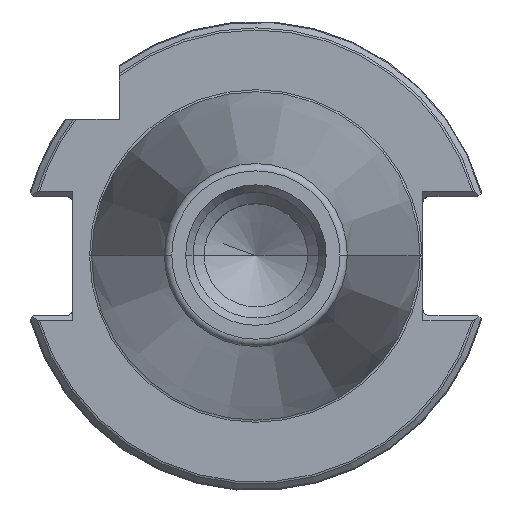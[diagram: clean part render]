
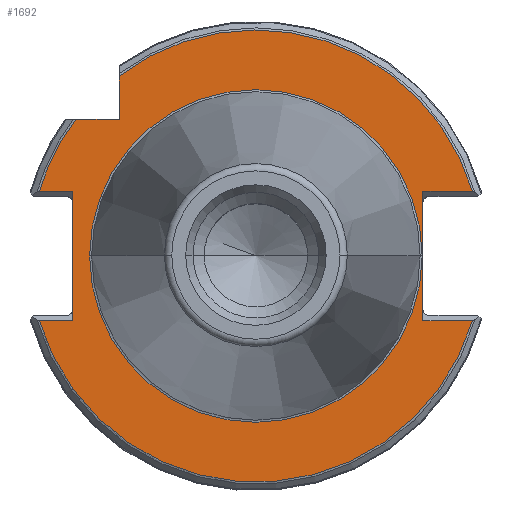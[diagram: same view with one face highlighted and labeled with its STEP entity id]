
A CAD part, top view. The second image highlights one B-rep face of the part: STEP entity #1692.
In plain terms, the highlighted planar face has unit normal (0, 0, 1).
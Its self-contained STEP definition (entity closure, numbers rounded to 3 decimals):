
#48 = DIRECTION ( 'NONE',  ( 1., 0., 0. ) ) ;
#133 = CARTESIAN_POINT ( 'NONE',  ( 0., 0., -3.2 ) ) ;
#134 = CARTESIAN_POINT ( 'NONE',  ( 22.5, 0., -3.2 ) ) ;
#156 = CIRCLE ( 'NONE', #1434, 30.584 ) ;
#193 = CARTESIAN_POINT ( 'NONE',  ( -29.306, 8.75, -3.2 ) ) ;
#291 = EDGE_CURVE ( 'NONE', #2398, #1753, #2395, .T. ) ;
#296 = ORIENTED_EDGE ( 'NONE', *, *, #922, .T. ) ;
#328 = VERTEX_POINT ( 'NONE', #1836 ) ;
#365 = DIRECTION ( 'NONE',  ( 1., 0., 0. ) ) ;
#373 = ORIENTED_EDGE ( 'NONE', *, *, #1799, .F. ) ;
#383 = DIRECTION ( 'NONE',  ( 0., 0., 1. ) ) ;
#396 = CARTESIAN_POINT ( 'NONE',  ( -18.5, 24.355, -3.2 ) ) ;
#413 = DIRECTION ( 'NONE',  ( -1., 0., 0. ) ) ;
#422 = DIRECTION ( 'NONE',  ( 1., 0., 0. ) ) ;
#437 = VECTOR ( 'NONE', #1066, 1000. ) ;
#441 = CARTESIAN_POINT ( 'NONE',  ( 22.6, -8.05, -3.2 ) ) ;
#522 = LINE ( 'NONE', #3391, #437 ) ;
#574 = CARTESIAN_POINT ( 'NONE',  ( 0., 8.75, -3.2 ) ) ;
#647 = DIRECTION ( 'NONE',  ( 0., 0., 1. ) ) ;
#770 = EDGE_CURVE ( 'NONE', #2206, #328, #3009, .T. ) ;
#810 = CARTESIAN_POINT ( 'NONE',  ( -29.506, -8.75, -3.2 ) ) ;
#818 = EDGE_LOOP ( 'NONE', ( #1499, #296, #1780, #3253, #3102, #2494, #1034, #2937, #2741, #1790, #3235 ) ) ;
#836 = EDGE_CURVE ( 'NONE', #2768, #2880, #2835, .T. ) ;
#887 = LINE ( 'NONE', #972, #2296 ) ;
#922 = EDGE_CURVE ( 'NONE', #328, #2768, #1375, .T. ) ;
#948 = AXIS2_PLACEMENT_3D ( 'NONE', #2859, #1293, #3118 ) ;
#972 = CARTESIAN_POINT ( 'NONE',  ( -24.8, -8.05, -3.2 ) ) ;
#977 = EDGE_CURVE ( 'NONE', #2209, #2555, #3212, .T. ) ;
#1028 = EDGE_CURVE ( 'NONE', #1440, #3093, #1757, .T. ) ;
#1034 = ORIENTED_EDGE ( 'NONE', *, *, #1028, .T. ) ;
#1053 = VECTOR ( 'NONE', #413, 1000. ) ;
#1066 = DIRECTION ( 'NONE',  ( 0., -1., 0. ) ) ;
#1109 = EDGE_CURVE ( 'NONE', #2209, #2880, #887, .T. ) ;
#1135 = EDGE_CURVE ( 'NONE', #3093, #2394, #2887, .T. ) ;
#1160 = VERTEX_POINT ( 'NONE', #1517 ) ;
#1204 = EDGE_CURVE ( 'NONE', #2394, #2398, #2639, .T. ) ;
#1232 = ORIENTED_EDGE ( 'NONE', *, *, #1670, .F. ) ;
#1239 = CARTESIAN_POINT ( 'NONE',  ( 22.6, 8.75, -3.2 ) ) ;
#1293 = DIRECTION ( 'NONE',  ( 0., 0., 1. ) ) ;
#1372 = EDGE_CURVE ( 'NONE', #1753, #2206, #522, .T. ) ;
#1375 = CIRCLE ( 'NONE', #2904, 30.584 ) ;
#1418 = CARTESIAN_POINT ( 'NONE',  ( -18.5, 18.5, -3.2 ) ) ;
#1434 = AXIS2_PLACEMENT_3D ( 'NONE', #133, #2005, #422 ) ;
#1440 = VERTEX_POINT ( 'NONE', #1979 ) ;
#1485 = CARTESIAN_POINT ( 'NONE',  ( 0., 0., -3.2 ) ) ;
#1499 = ORIENTED_EDGE ( 'NONE', *, *, #770, .T. ) ;
#1517 = CARTESIAN_POINT ( 'NONE',  ( -22.5, 0., -3.2 ) ) ;
#1535 = CARTESIAN_POINT ( 'NONE',  ( -24.8, 8.75, -3.2 ) ) ;
#1569 = AXIS2_PLACEMENT_3D ( 'NONE', #1485, #3303, #1756 ) ;
#1573 = VECTOR ( 'NONE', #3310, 1000. ) ;
#1586 = CARTESIAN_POINT ( 'NONE',  ( 0., 0., -3.2 ) ) ;
#1598 = EDGE_LOOP ( 'NONE', ( #1232, #373 ) ) ;
#1670 = EDGE_CURVE ( 'NONE', #1816, #1160, #1804, .T. ) ;
#1692 = ADVANCED_FACE ( 'NONE', ( #2580, #3100 ), #3270, .T. ) ;
#1753 = VERTEX_POINT ( 'NONE', #396 ) ;
#1756 = DIRECTION ( 'NONE',  ( 1., 0., 0. ) ) ;
#1757 = LINE ( 'NONE', #1890, #1053 ) ;
#1780 = ORIENTED_EDGE ( 'NONE', *, *, #836, .T. ) ;
#1787 = CARTESIAN_POINT ( 'NONE',  ( 29.306, 8.75, -3.2 ) ) ;
#1790 = ORIENTED_EDGE ( 'NONE', *, *, #291, .T. ) ;
#1795 = DIRECTION ( 'NONE',  ( 1., 0., 0. ) ) ;
#1799 = EDGE_CURVE ( 'NONE', #1160, #1816, #2861, .T. ) ;
#1804 = CIRCLE ( 'NONE', #2355, 22.5 ) ;
#1816 = VERTEX_POINT ( 'NONE', #134 ) ;
#1836 = CARTESIAN_POINT ( 'NONE',  ( -24.355, 18.5, -3.2 ) ) ;
#1852 = DIRECTION ( 'NONE',  ( 1., 0., 0. ) ) ;
#1890 = CARTESIAN_POINT ( 'NONE',  ( 0., -8.75, -3.2 ) ) ;
#1970 = CARTESIAN_POINT ( 'NONE',  ( 0., 0., -3.2 ) ) ;
#1979 = CARTESIAN_POINT ( 'NONE',  ( 29.306, -8.75, -3.2 ) ) ;
#2005 = DIRECTION ( 'NONE',  ( 0., 0., 1. ) ) ;
#2008 = DIRECTION ( 'NONE',  ( 0., 1., 0. ) ) ;
#2150 = VECTOR ( 'NONE', #48, 1000. ) ;
#2206 = VERTEX_POINT ( 'NONE', #1418 ) ;
#2209 = VERTEX_POINT ( 'NONE', #3239 ) ;
#2245 = DIRECTION ( 'NONE',  ( 1., 0., 0. ) ) ;
#2296 = VECTOR ( 'NONE', #2008, 1000. ) ;
#2326 = VECTOR ( 'NONE', #2671, 1000. ) ;
#2355 = AXIS2_PLACEMENT_3D ( 'NONE', #1970, #383, #2245 ) ;
#2394 = VERTEX_POINT ( 'NONE', #1239 ) ;
#2395 = CIRCLE ( 'NONE', #948, 30.584 ) ;
#2398 = VERTEX_POINT ( 'NONE', #1787 ) ;
#2415 = CARTESIAN_POINT ( 'NONE',  ( 0., 18.5, -3.2 ) ) ;
#2494 = ORIENTED_EDGE ( 'NONE', *, *, #3097, .T. ) ;
#2538 = VECTOR ( 'NONE', #3172, 1000. ) ;
#2555 = VERTEX_POINT ( 'NONE', #3399 ) ;
#2580 = FACE_OUTER_BOUND ( 'NONE', #818, .T. ) ;
#2639 = LINE ( 'NONE', #574, #3257 ) ;
#2671 = DIRECTION ( 'NONE',  ( -1., 0., 0. ) ) ;
#2693 = CARTESIAN_POINT ( 'NONE',  ( -24.8, 8.75, -3.2 ) ) ;
#2741 = ORIENTED_EDGE ( 'NONE', *, *, #1204, .T. ) ;
#2768 = VERTEX_POINT ( 'NONE', #193 ) ;
#2835 = LINE ( 'NONE', #2693, #2150 ) ;
#2859 = CARTESIAN_POINT ( 'NONE',  ( 0., 0., -3.2 ) ) ;
#2861 = CIRCLE ( 'NONE', #1569, 22.5 ) ;
#2880 = VERTEX_POINT ( 'NONE', #1535 ) ;
#2887 = LINE ( 'NONE', #441, #1573 ) ;
#2904 = AXIS2_PLACEMENT_3D ( 'NONE', #1586, #3400, #1852 ) ;
#2937 = ORIENTED_EDGE ( 'NONE', *, *, #1135, .T. ) ;
#3009 = LINE ( 'NONE', #2415, #2326 ) ;
#3013 = CARTESIAN_POINT ( 'NONE',  ( 0., 0., -3.2 ) ) ;
#3037 = CARTESIAN_POINT ( 'NONE',  ( 22.6, -8.75, -3.2 ) ) ;
#3093 = VERTEX_POINT ( 'NONE', #3037 ) ;
#3097 = EDGE_CURVE ( 'NONE', #2555, #1440, #156, .T. ) ;
#3100 = FACE_BOUND ( 'NONE', #1598, .T. ) ;
#3102 = ORIENTED_EDGE ( 'NONE', *, *, #977, .T. ) ;
#3118 = DIRECTION ( 'NONE',  ( 1., 0., 0. ) ) ;
#3172 = DIRECTION ( 'NONE',  ( -1., 0., 0. ) ) ;
#3212 = LINE ( 'NONE', #810, #2538 ) ;
#3235 = ORIENTED_EDGE ( 'NONE', *, *, #1372, .T. ) ;
#3239 = CARTESIAN_POINT ( 'NONE',  ( -24.8, -8.75, -3.2 ) ) ;
#3253 = ORIENTED_EDGE ( 'NONE', *, *, #1109, .F. ) ;
#3257 = VECTOR ( 'NONE', #1795, 1000. ) ;
#3270 = PLANE ( 'NONE',  #3374 ) ;
#3303 = DIRECTION ( 'NONE',  ( 0., 0., 1. ) ) ;
#3310 = DIRECTION ( 'NONE',  ( 0., 1., 0. ) ) ;
#3374 = AXIS2_PLACEMENT_3D ( 'NONE', #3013, #647, #365 ) ;
#3391 = CARTESIAN_POINT ( 'NONE',  ( -18.5, 0., -3.2 ) ) ;
#3399 = CARTESIAN_POINT ( 'NONE',  ( -29.306, -8.75, -3.2 ) ) ;
#3400 = DIRECTION ( 'NONE',  ( 0., 0., 1. ) ) ;
